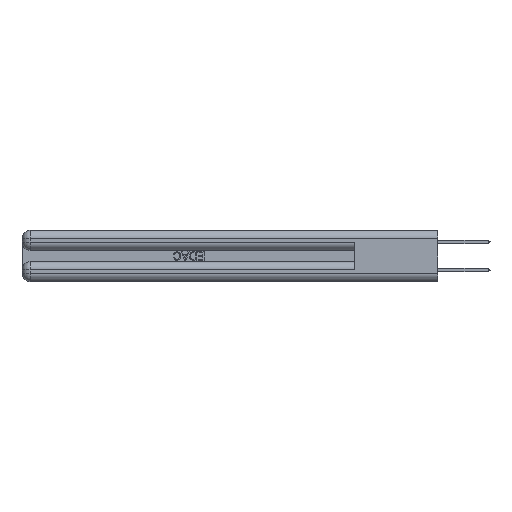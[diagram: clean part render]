
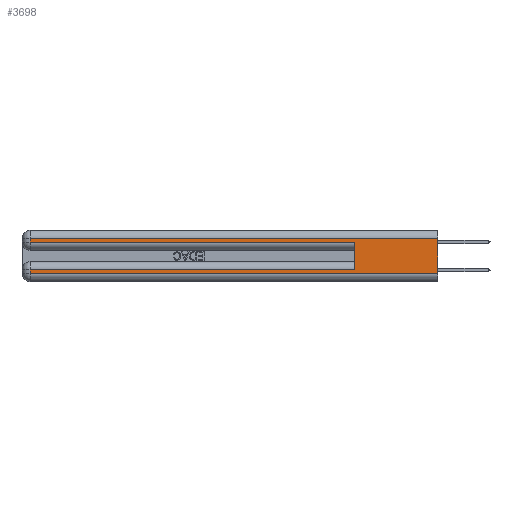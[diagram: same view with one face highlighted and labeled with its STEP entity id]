
A CAD part, left-side view. The second image highlights one B-rep face of the part: STEP entity #3698.
In plain terms, the highlighted planar face has unit normal (-1, 0, 0).
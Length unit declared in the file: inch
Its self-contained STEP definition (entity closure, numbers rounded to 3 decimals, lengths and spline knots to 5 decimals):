
#323 = EDGE_LOOP ( 'NONE', ( #45795, #25226, #31732, #37534, #10577, #33797, #32882, #9980 ) ) ;
#1280 = VERTEX_POINT ( 'NONE', #28781 ) ;
#3598 = VERTEX_POINT ( 'NONE', #41252 ) ;
#3698 = ADVANCED_FACE ( 'NONE', ( #8056 ), #38390, .F. ) ;
#5354 = VERTEX_POINT ( 'NONE', #12345 ) ;
#5377 = DIRECTION ( 'NONE',  ( 0., -1., 0. ) ) ;
#8056 = FACE_OUTER_BOUND ( 'NONE', #323, .T. ) ;
#9362 = DIRECTION ( 'NONE',  ( 0., -1., 0. ) ) ;
#9980 = ORIENTED_EDGE ( 'NONE', *, *, #23960, .T. ) ;
#10577 = ORIENTED_EDGE ( 'NONE', *, *, #29688, .F. ) ;
#11392 = VERTEX_POINT ( 'NONE', #34694 ) ;
#11412 = VECTOR ( 'NONE', #31351, 39.37008 ) ;
#12204 = LINE ( 'NONE', #27911, #20833 ) ;
#12345 = CARTESIAN_POINT ( 'NONE',  ( 0., 2.94, 0.06 ) ) ;
#12631 = DIRECTION ( 'NONE',  ( 0., 0., -1. ) ) ;
#12729 = VECTOR ( 'NONE', #12631, 39.37008 ) ;
#13075 = DIRECTION ( 'NONE',  ( 0., 1., 0. ) ) ;
#15044 = EDGE_CURVE ( 'NONE', #44998, #1280, #12204, .T. ) ;
#16509 = AXIS2_PLACEMENT_3D ( 'NONE', #45434, #21025, #17668 ) ;
#16865 = CARTESIAN_POINT ( 'NONE',  ( 0., 0., 0.285 ) ) ;
#17350 = VECTOR ( 'NONE', #29567, 39.37008 ) ;
#17668 = DIRECTION ( 'NONE',  ( 0., 0., -1. ) ) ;
#20305 = CARTESIAN_POINT ( 'NONE',  ( 0., 2.94, 0.37 ) ) ;
#20833 = VECTOR ( 'NONE', #13075, 39.37008 ) ;
#21025 = DIRECTION ( 'NONE',  ( 1., 0., 0. ) ) ;
#22631 = CARTESIAN_POINT ( 'NONE',  ( 0., 0., 0.31 ) ) ;
#22696 = LINE ( 'NONE', #16865, #40896 ) ;
#23960 = EDGE_CURVE ( 'NONE', #5354, #11392, #40991, .T. ) ;
#24166 = CARTESIAN_POINT ( 'NONE',  ( 0., 2.94, 0.285 ) ) ;
#24555 = LINE ( 'NONE', #35202, #43940 ) ;
#25226 = ORIENTED_EDGE ( 'NONE', *, *, #44611, .T. ) ;
#25574 = DIRECTION ( 'NONE',  ( 0., 0., 1. ) ) ;
#26453 = VERTEX_POINT ( 'NONE', #22631 ) ;
#27911 = CARTESIAN_POINT ( 'NONE',  ( 0., 0., 0.085 ) ) ;
#27922 = EDGE_CURVE ( 'NONE', #3598, #28287, #34446, .T. ) ;
#28287 = VERTEX_POINT ( 'NONE', #24166 ) ;
#28619 = VECTOR ( 'NONE', #33915, 39.37008 ) ;
#28781 = CARTESIAN_POINT ( 'NONE',  ( 0., 2.94, 0.085 ) ) ;
#29159 = CARTESIAN_POINT ( 'NONE',  ( 0., 0., 0.31 ) ) ;
#29567 = DIRECTION ( 'NONE',  ( 0., 0., -1. ) ) ;
#29688 = EDGE_CURVE ( 'NONE', #44998, #30229, #24555, .T. ) ;
#30229 = VERTEX_POINT ( 'NONE', #35921 ) ;
#30901 = LINE ( 'NONE', #29159, #28619 ) ;
#31351 = DIRECTION ( 'NONE',  ( 0., 0., -1. ) ) ;
#31732 = ORIENTED_EDGE ( 'NONE', *, *, #27922, .T. ) ;
#32882 = ORIENTED_EDGE ( 'NONE', *, *, #37787, .T. ) ;
#33745 = EDGE_CURVE ( 'NONE', #26453, #11392, #45725, .T. ) ;
#33797 = ORIENTED_EDGE ( 'NONE', *, *, #15044, .T. ) ;
#33894 = CARTESIAN_POINT ( 'NONE',  ( 0., 0., 0.06 ) ) ;
#33915 = DIRECTION ( 'NONE',  ( 0., 1., 0. ) ) ;
#34446 = LINE ( 'NONE', #35670, #17350 ) ;
#34694 = CARTESIAN_POINT ( 'NONE',  ( 0., 0., 0.06 ) ) ;
#35202 = CARTESIAN_POINT ( 'NONE',  ( 0., 0.6, 0.145 ) ) ;
#35670 = CARTESIAN_POINT ( 'NONE',  ( 0., 2.94, 0.37 ) ) ;
#35921 = CARTESIAN_POINT ( 'NONE',  ( 0., 0.6, 0.285 ) ) ;
#36073 = EDGE_CURVE ( 'NONE', #28287, #30229, #22696, .T. ) ;
#36160 = CARTESIAN_POINT ( 'NONE',  ( 0., 0.6, 0.085 ) ) ;
#36443 = VECTOR ( 'NONE', #5377, 39.37008 ) ;
#37534 = ORIENTED_EDGE ( 'NONE', *, *, #36073, .T. ) ;
#37787 = EDGE_CURVE ( 'NONE', #1280, #5354, #44114, .T. ) ;
#38390 = PLANE ( 'NONE',  #16509 ) ;
#40896 = VECTOR ( 'NONE', #9362, 39.37008 ) ;
#40991 = LINE ( 'NONE', #33894, #36443 ) ;
#41252 = CARTESIAN_POINT ( 'NONE',  ( 0., 2.94, 0.31 ) ) ;
#42350 = CARTESIAN_POINT ( 'NONE',  ( 0., 0., 0.37 ) ) ;
#43940 = VECTOR ( 'NONE', #25574, 39.37008 ) ;
#44114 = LINE ( 'NONE', #20305, #12729 ) ;
#44611 = EDGE_CURVE ( 'NONE', #26453, #3598, #30901, .T. ) ;
#44998 = VERTEX_POINT ( 'NONE', #36160 ) ;
#45434 = CARTESIAN_POINT ( 'NONE',  ( 0., 0., 0.37 ) ) ;
#45725 = LINE ( 'NONE', #42350, #11412 ) ;
#45795 = ORIENTED_EDGE ( 'NONE', *, *, #33745, .F. ) ;
